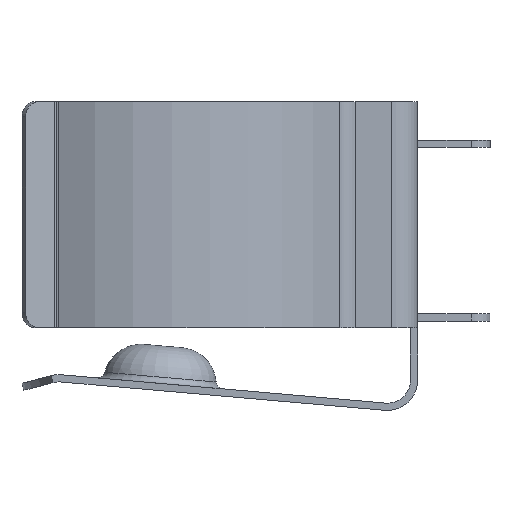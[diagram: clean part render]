
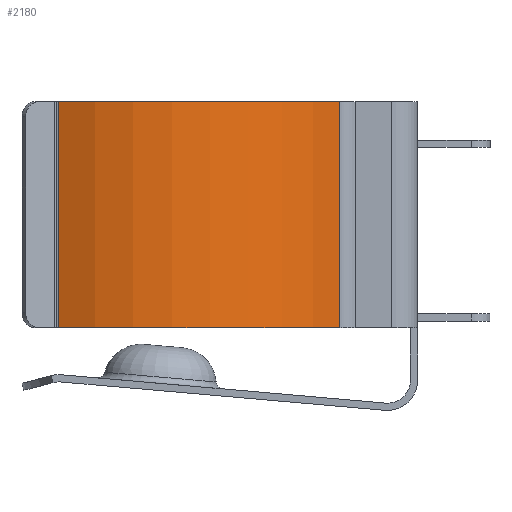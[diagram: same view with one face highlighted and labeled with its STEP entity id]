
A CAD part, left-side view. The second image highlights one B-rep face of the part: STEP entity #2180.
In plain terms, the highlighted cylindrical face has radius 9.555 mm (diameter 19.11 mm), a partial arc.
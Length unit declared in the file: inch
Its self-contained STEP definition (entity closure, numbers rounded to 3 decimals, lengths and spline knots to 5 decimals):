
#33 = ORIENTED_EDGE ( 'NONE', *, *, #1348, .T. ) ;
#92 = VERTEX_POINT ( 'NONE', #187 ) ;
#128 = LINE ( 'NONE', #2669, #1598 ) ;
#187 = CARTESIAN_POINT ( 'NONE',  ( -0.231, 0.12881, -0.1875 ) ) ;
#206 = DIRECTION ( 'NONE',  ( 0., 0., 1. ) ) ;
#251 = AXIS2_PLACEMENT_3D ( 'NONE', #776, #2698, #2682 ) ;
#297 = AXIS2_PLACEMENT_3D ( 'NONE', #2558, #206, #599 ) ;
#578 = CARTESIAN_POINT ( 'NONE',  ( -0.231, 0.12881, 0.1875 ) ) ;
#588 = VERTEX_POINT ( 'NONE', #578 ) ;
#599 = DIRECTION ( 'NONE',  ( 1., 0., 0. ) ) ;
#609 = DIRECTION ( 'NONE',  ( -1., 0., 0. ) ) ;
#615 = LINE ( 'NONE', #1660, #1826 ) ;
#630 = CYLINDRICAL_SURFACE ( 'NONE', #297, 0.37617 ) ;
#716 = DIRECTION ( 'NONE',  ( 0., 0., 1. ) ) ;
#776 = CARTESIAN_POINT ( 'NONE',  ( 0., 0.4257, -0.1875 ) ) ;
#788 = DIRECTION ( 'NONE',  ( 0., 0., 1. ) ) ;
#817 = CARTESIAN_POINT ( 'NONE',  ( 0., 0.4257, 0.1875 ) ) ;
#934 = ORIENTED_EDGE ( 'NONE', *, *, #2586, .F. ) ;
#1102 = CIRCLE ( 'NONE', #251, 0.37617 ) ;
#1269 = FACE_OUTER_BOUND ( 'NONE', #1946, .T. ) ;
#1282 = ORIENTED_EDGE ( 'NONE', *, *, #2428, .T. ) ;
#1304 = ORIENTED_EDGE ( 'NONE', *, *, #2220, .F. ) ;
#1348 = EDGE_CURVE ( 'NONE', #1844, #92, #1102, .T. ) ;
#1598 = VECTOR ( 'NONE', #716, 39.37008 ) ;
#1660 = CARTESIAN_POINT ( 'NONE',  ( -0.33545, 0.59594, -0.1875 ) ) ;
#1714 = CARTESIAN_POINT ( 'NONE',  ( -0.33545, 0.59594, -0.1875 ) ) ;
#1826 = VECTOR ( 'NONE', #2369, 39.37008 ) ;
#1844 = VERTEX_POINT ( 'NONE', #1714 ) ;
#1900 = CARTESIAN_POINT ( 'NONE',  ( -0.33545, 0.59594, 0.1875 ) ) ;
#1946 = EDGE_LOOP ( 'NONE', ( #934, #1304, #33, #1282 ) ) ;
#2180 = ADVANCED_FACE ( 'NONE', ( #1269 ), #630, .T. ) ;
#2202 = VERTEX_POINT ( 'NONE', #1900 ) ;
#2220 = EDGE_CURVE ( 'NONE', #1844, #2202, #615, .T. ) ;
#2369 = DIRECTION ( 'NONE',  ( 0., 0., 1. ) ) ;
#2428 = EDGE_CURVE ( 'NONE', #92, #588, #128, .T. ) ;
#2558 = CARTESIAN_POINT ( 'NONE',  ( 0., 0.4257, -0.1875 ) ) ;
#2586 = EDGE_CURVE ( 'NONE', #2202, #588, #2654, .T. ) ;
#2654 = CIRCLE ( 'NONE', #2744, 0.37617 ) ;
#2669 = CARTESIAN_POINT ( 'NONE',  ( -0.231, 0.12881, -0.1875 ) ) ;
#2682 = DIRECTION ( 'NONE',  ( -1., 0., 0. ) ) ;
#2698 = DIRECTION ( 'NONE',  ( 0., 0., 1. ) ) ;
#2744 = AXIS2_PLACEMENT_3D ( 'NONE', #817, #788, #609 ) ;
